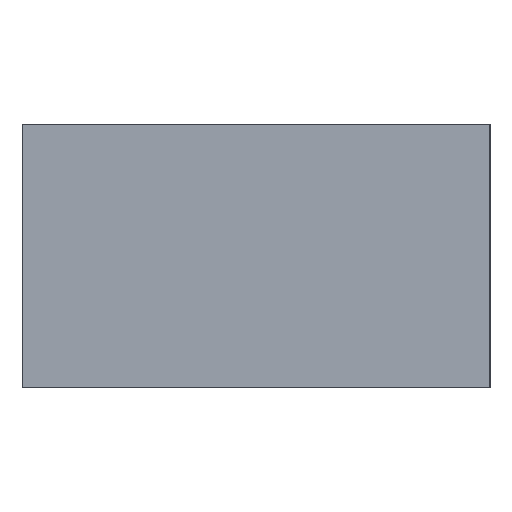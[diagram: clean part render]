
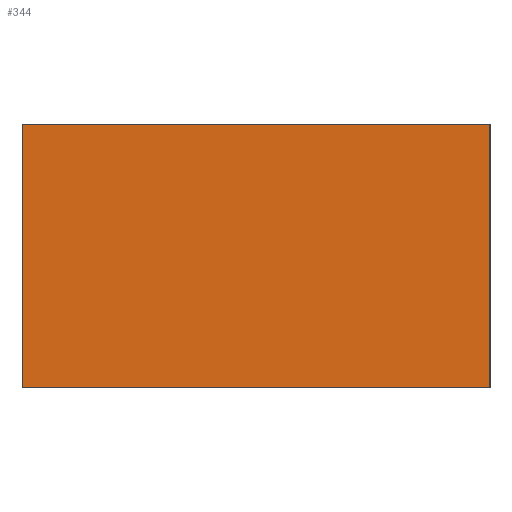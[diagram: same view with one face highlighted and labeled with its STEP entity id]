
A CAD part, left-side view. The second image highlights one B-rep face of the part: STEP entity #344.
In plain terms, the highlighted planar face has unit normal (-1, 0, 0).
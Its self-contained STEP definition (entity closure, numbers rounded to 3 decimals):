
#317=AXIS2_PLACEMENT_3D('Plane Axis2P3D',#314,#315,#316) ;
#285=CARTESIAN_POINT('Vertex',(-1.,0.8,0.)) ;
#288=CARTESIAN_POINT('Line Origine',(-1.,0.8,0.45)) ;
#292=CARTESIAN_POINT('Vertex',(-1.,0.8,0.9)) ;
#314=CARTESIAN_POINT('Axis2P3D Location',(-1.,-0.8,0.)) ;
#319=CARTESIAN_POINT('Line Origine',(-1.,0.,0.)) ;
#323=CARTESIAN_POINT('Vertex',(-1.,-0.8,0.)) ;
#326=CARTESIAN_POINT('Line Origine',(-1.,-0.8,0.45)) ;
#330=CARTESIAN_POINT('Vertex',(-1.,-0.8,0.9)) ;
#333=CARTESIAN_POINT('Line Origine',(-1.,0.,0.9)) ;
#289=DIRECTION('Vector Direction',(0.,0.,1.)) ;
#315=DIRECTION('Axis2P3D Direction',(1.,0.,0.)) ;
#316=DIRECTION('Axis2P3D XDirection',(0.,1.,0.)) ;
#320=DIRECTION('Vector Direction',(0.,1.,0.)) ;
#327=DIRECTION('Vector Direction',(0.,0.,1.)) ;
#334=DIRECTION('Vector Direction',(0.,1.,0.)) ;
#290=VECTOR('Line Direction',#289,1.) ;
#321=VECTOR('Line Direction',#320,1.) ;
#328=VECTOR('Line Direction',#327,1.) ;
#335=VECTOR('Line Direction',#334,1.) ;
#339=ORIENTED_EDGE('',*,*,#294,.F.) ;
#340=ORIENTED_EDGE('',*,*,#325,.T.) ;
#341=ORIENTED_EDGE('',*,*,#332,.T.) ;
#342=ORIENTED_EDGE('',*,*,#337,.F.) ;
#344=ADVANCED_FACE('\X2\FF8AFF9FFF70FF82\X0\ \X2\FF8EFF9EFF83FF9EFF68FF70\X0\',(#343),#318,.F.) ;
#294=EDGE_CURVE('',#286,#293,#291,.T.) ;
#325=EDGE_CURVE('',#286,#324,#322,.F.) ;
#332=EDGE_CURVE('',#324,#331,#329,.T.) ;
#337=EDGE_CURVE('',#293,#331,#336,.F.) ;
#338=EDGE_LOOP('',(#339,#340,#341,#342)) ;
#343=FACE_OUTER_BOUND('',#338,.T.) ;
#291=LINE('Line',#288,#290) ;
#322=LINE('Line',#319,#321) ;
#329=LINE('Line',#326,#328) ;
#336=LINE('Line',#333,#335) ;
#318=PLANE('',#317) ;
#286=VERTEX_POINT('',#285) ;
#293=VERTEX_POINT('',#292) ;
#324=VERTEX_POINT('',#323) ;
#331=VERTEX_POINT('',#330) ;
